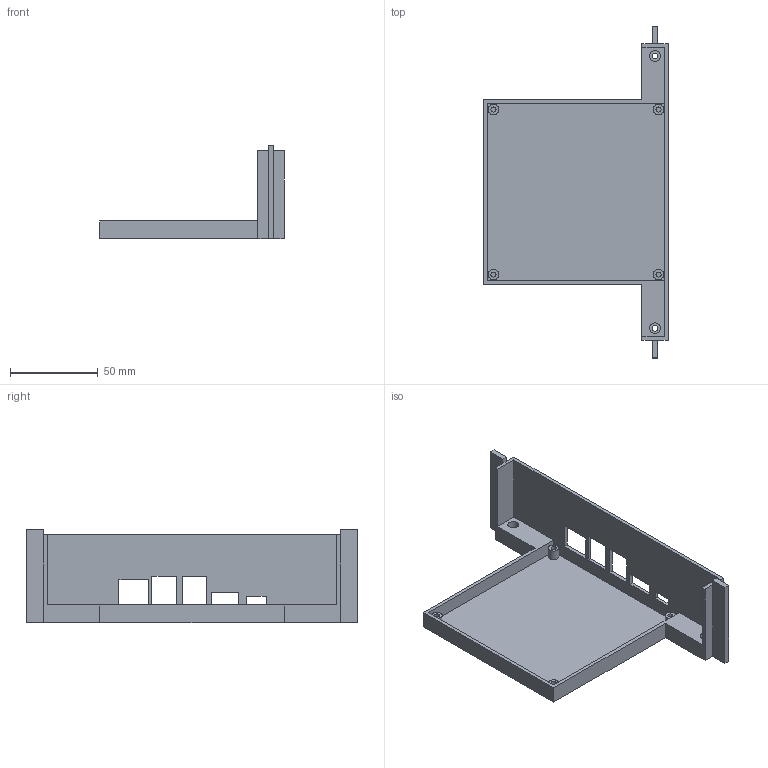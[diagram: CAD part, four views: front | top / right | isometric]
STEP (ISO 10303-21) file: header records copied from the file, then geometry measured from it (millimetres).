
FILE_DESCRIPTION(('FreeCAD Model'),'2;1');
FILE_NAME('Open CASCADE Shape Model','2022-11-03T09:03:36',(''),(''), 'Open CASCADE STEP processor 7.6','FreeCAD','Unknown');
FILE_SCHEMA(('AUTOMOTIVE_DESIGN { 1 0 10303 214 1 1 1 1 }'));
Length unit declared in the file: millimetre
Products named in the file (1): Base
Bounding box: 105 x 189 x 53 mm (x, y, z)
Volume: 55347.4 mm3; surface area: 50477.1 mm2
Topology: 1 solids, 1 shells, 72 faces, 176 edges, 116 vertices
Faces by surface type: plane 60, cylinder 12
Full cylindrical faces by diameter (mm): 2.9 x4, 3.4 x2, 6 x4, 6.1 x2
Entity records: 4439 total; most frequent: CARTESIAN_POINT 735, DIRECTION 695, LINE 480, VECTOR 480, ORIENTED_EDGE 352, PCURVE 352, DEFINITIONAL_REPRESENTATION 352, EDGE_CURVE 176
